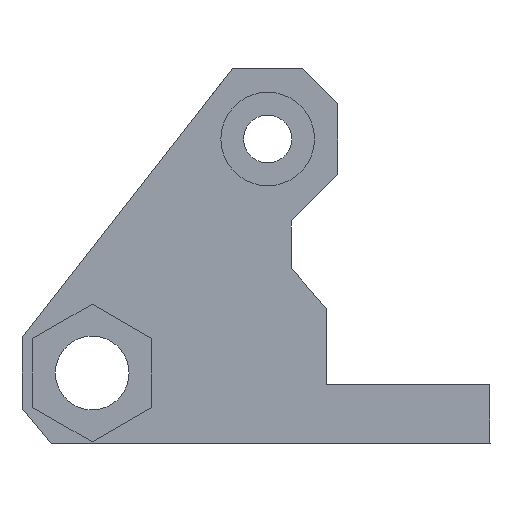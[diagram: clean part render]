
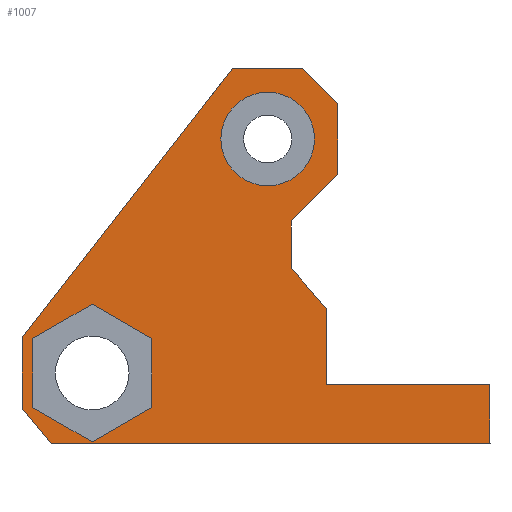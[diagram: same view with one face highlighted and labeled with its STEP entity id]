
A CAD part, front view. The second image highlights one B-rep face of the part: STEP entity #1007.
In plain terms, the highlighted planar face has unit normal (0, -1, 0).
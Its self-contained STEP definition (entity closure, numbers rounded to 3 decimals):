
#28=LINE('',#1440,#152);
#29=LINE('',#1442,#153);
#30=LINE('',#1444,#154);
#31=LINE('',#1446,#155);
#32=LINE('',#1448,#156);
#33=LINE('',#1450,#157);
#34=LINE('',#1452,#158);
#35=LINE('',#1454,#159);
#36=LINE('',#1456,#160);
#37=LINE('',#1458,#161);
#38=LINE('',#1460,#162);
#39=LINE('',#1462,#163);
#40=LINE('',#1463,#164);
#41=LINE('',#1468,#165);
#42=LINE('',#1470,#166);
#43=LINE('',#1472,#167);
#44=LINE('',#1474,#168);
#45=LINE('',#1476,#169);
#46=LINE('',#1477,#170);
#152=VECTOR('',#1164,27.);
#153=VECTOR('',#1165,5.);
#154=VECTOR('',#1166,14.);
#155=VECTOR('',#1167,6.5);
#156=VECTOR('',#1168,4.61);
#157=VECTOR('',#1169,4.);
#158=VECTOR('',#1170,5.657);
#159=VECTOR('',#1171,6.);
#160=VECTOR('',#1172,4.243);
#161=VECTOR('',#1173,6.);
#162=VECTOR('',#1174,3.809);
#163=VECTOR('',#1175,6.);
#164=VECTOR('',#1176,3.905);
#165=VECTOR('',#1179,10.);
#166=VECTOR('',#1180,10.);
#167=VECTOR('',#1181,10.);
#168=VECTOR('',#1182,10.);
#169=VECTOR('',#1183,10.);
#170=VECTOR('',#1184,10.);
#277=FACE_BOUND('',#352,.T.);
#278=FACE_BOUND('',#353,.T.);
#294=FACE_OUTER_BOUND('',#351,.T.);
#351=EDGE_LOOP('',(#677,#678,#679,#680,#681,#682,#683,#684,#685,#686,#687,
#688,#689));
#352=EDGE_LOOP('',(#690));
#353=EDGE_LOOP('',(#691,#692,#693,#694,#695,#696));
#424=CIRCLE('',#1081,4.);
#442=VERTEX_POINT('',#1438);
#443=VERTEX_POINT('',#1439);
#444=VERTEX_POINT('',#1441);
#445=VERTEX_POINT('',#1443);
#446=VERTEX_POINT('',#1445);
#447=VERTEX_POINT('',#1447);
#448=VERTEX_POINT('',#1449);
#449=VERTEX_POINT('',#1451);
#450=VERTEX_POINT('',#1453);
#451=VERTEX_POINT('',#1455);
#452=VERTEX_POINT('',#1457);
#453=VERTEX_POINT('',#1459);
#454=VERTEX_POINT('',#1461);
#455=VERTEX_POINT('',#1464);
#456=VERTEX_POINT('',#1466);
#457=VERTEX_POINT('',#1467);
#458=VERTEX_POINT('',#1469);
#459=VERTEX_POINT('',#1471);
#460=VERTEX_POINT('',#1473);
#461=VERTEX_POINT('',#1475);
#535=EDGE_CURVE('',#442,#443,#28,.T.);
#536=EDGE_CURVE('',#443,#444,#29,.T.);
#537=EDGE_CURVE('',#444,#445,#30,.T.);
#538=EDGE_CURVE('',#445,#446,#31,.T.);
#539=EDGE_CURVE('',#446,#447,#32,.T.);
#540=EDGE_CURVE('',#447,#448,#33,.T.);
#541=EDGE_CURVE('',#448,#449,#34,.T.);
#542=EDGE_CURVE('',#449,#450,#35,.T.);
#543=EDGE_CURVE('',#450,#451,#36,.T.);
#544=EDGE_CURVE('',#451,#452,#37,.T.);
#545=EDGE_CURVE('',#452,#453,#38,.T.);
#546=EDGE_CURVE('',#453,#454,#39,.T.);
#547=EDGE_CURVE('',#454,#442,#40,.T.);
#548=EDGE_CURVE('',#455,#455,#424,.T.);
#549=EDGE_CURVE('',#456,#457,#41,.T.);
#550=EDGE_CURVE('',#457,#458,#42,.T.);
#551=EDGE_CURVE('',#458,#459,#43,.T.);
#552=EDGE_CURVE('',#459,#460,#44,.T.);
#553=EDGE_CURVE('',#460,#461,#45,.T.);
#554=EDGE_CURVE('',#461,#456,#46,.T.);
#677=ORIENTED_EDGE('',*,*,#535,.T.);
#678=ORIENTED_EDGE('',*,*,#536,.T.);
#679=ORIENTED_EDGE('',*,*,#537,.T.);
#680=ORIENTED_EDGE('',*,*,#538,.T.);
#681=ORIENTED_EDGE('',*,*,#539,.T.);
#682=ORIENTED_EDGE('',*,*,#540,.T.);
#683=ORIENTED_EDGE('',*,*,#541,.T.);
#684=ORIENTED_EDGE('',*,*,#542,.T.);
#685=ORIENTED_EDGE('',*,*,#543,.T.);
#686=ORIENTED_EDGE('',*,*,#544,.T.);
#687=ORIENTED_EDGE('',*,*,#545,.T.);
#688=ORIENTED_EDGE('',*,*,#546,.T.);
#689=ORIENTED_EDGE('',*,*,#547,.T.);
#690=ORIENTED_EDGE('',*,*,#548,.F.);
#691=ORIENTED_EDGE('',*,*,#549,.T.);
#692=ORIENTED_EDGE('',*,*,#550,.T.);
#693=ORIENTED_EDGE('',*,*,#551,.T.);
#694=ORIENTED_EDGE('',*,*,#552,.T.);
#695=ORIENTED_EDGE('',*,*,#553,.T.);
#696=ORIENTED_EDGE('',*,*,#554,.T.);
#960=PLANE('',#1080);
#1007=ADVANCED_FACE('',(#294,#277,#278),#960,.F.);
#1080=AXIS2_PLACEMENT_3D('',#1437,#1162,#1163);
#1081=AXIS2_PLACEMENT_3D('',#1465,#1177,#1178);
#1162=DIRECTION('center_axis',(0.,1.,0.));
#1163=DIRECTION('ref_axis',(0.,0.,1.));
#1164=DIRECTION('',(1.,0.,0.));
#1165=DIRECTION('',(0.,0.,1.));
#1166=DIRECTION('',(-1.,0.,0.));
#1167=DIRECTION('',(0.,0.,1.));
#1168=DIRECTION('',(-0.651,0.,0.759));
#1169=DIRECTION('',(0.,0.,1.));
#1170=DIRECTION('',(0.707,0.,0.707));
#1171=DIRECTION('',(0.,0.,1.));
#1172=DIRECTION('',(-0.707,0.,0.707));
#1173=DIRECTION('',(-1.,0.,0.));
#1174=DIRECTION('',(-0.616,0.,-0.788));
#1175=DIRECTION('',(0.,0.,-1.));
#1176=DIRECTION('',(0.64,0.,-0.768));
#1177=DIRECTION('center_axis',(0.,-1.,0.));
#1178=DIRECTION('ref_axis',(1.,0.,0.));
#1179=DIRECTION('',(0.,0.,1.));
#1180=DIRECTION('',(0.866,0.,0.5));
#1181=DIRECTION('',(0.866,0.,-0.5));
#1182=DIRECTION('',(0.,0.,-1.));
#1183=DIRECTION('',(-0.866,0.,-0.5));
#1184=DIRECTION('',(-0.866,0.,0.5));
#1437=CARTESIAN_POINT('Origin',(0.,-22.5,
5.));
#1438=CARTESIAN_POINT('',(-30.5,-22.5,0.));
#1439=CARTESIAN_POINT('',(7.,-22.5,0.));
#1440=CARTESIAN_POINT('',(-20.,-22.5,0.));
#1441=CARTESIAN_POINT('',(7.,-22.5,5.));
#1442=CARTESIAN_POINT('',(7.,-22.5,5.));
#1443=CARTESIAN_POINT('',(-7.,-22.5,5.));
#1444=CARTESIAN_POINT('',(-7.,-22.5,5.));
#1445=CARTESIAN_POINT('',(-7.,-22.5,11.5));
#1446=CARTESIAN_POINT('',(-7.,-22.5,11.5));
#1447=CARTESIAN_POINT('',(-10.,-22.5,15.));
#1448=CARTESIAN_POINT('',(-10.,-22.5,15.));
#1449=CARTESIAN_POINT('',(-10.,-22.5,19.));
#1450=CARTESIAN_POINT('',(-10.,-22.5,19.));
#1451=CARTESIAN_POINT('',(-6.,-22.5,23.));
#1452=CARTESIAN_POINT('',(-6.,-22.5,23.));
#1453=CARTESIAN_POINT('',(-6.,-22.5,29.));
#1454=CARTESIAN_POINT('',(-6.,-22.5,29.));
#1455=CARTESIAN_POINT('',(-9.,-22.5,32.));
#1456=CARTESIAN_POINT('',(-9.,-22.5,32.));
#1457=CARTESIAN_POINT('',(-15.,-22.5,32.));
#1458=CARTESIAN_POINT('',(-15.,-22.5,32.));
#1459=CARTESIAN_POINT('',(-33.,-22.5,9.));
#1460=CARTESIAN_POINT('',(-33.,-22.5,9.));
#1461=CARTESIAN_POINT('',(-33.,-22.5,3.));
#1462=CARTESIAN_POINT('',(-33.,-22.5,3.));
#1463=CARTESIAN_POINT('',(-33.,-22.5,3.));
#1464=CARTESIAN_POINT('',(-16.,-22.5,26.));
#1465=CARTESIAN_POINT('Origin',(-12.,-22.5,26.));
#1466=CARTESIAN_POINT('',(-32.1,-22.5,3.055));
#1467=CARTESIAN_POINT('',(-32.1,-22.5,8.944));
#1468=CARTESIAN_POINT('',(-32.1,-22.5,4.028));
#1469=CARTESIAN_POINT('',(-27.,-22.5,11.889));
#1470=CARTESIAN_POINT('',(-20.916,-22.5,15.401));
#1471=CARTESIAN_POINT('',(-21.9,-22.5,8.944));
#1472=CARTESIAN_POINT('',(-15.383,-22.5,5.182));
#1473=CARTESIAN_POINT('',(-21.9,-22.5,3.055));
#1474=CARTESIAN_POINT('',(-21.9,-22.5,6.972));
#1475=CARTESIAN_POINT('',(-27.,-22.5,0.111));
#1476=CARTESIAN_POINT('',(-13.266,-22.5,8.04));
#1477=CARTESIAN_POINT('',(-17.933,-22.5,-5.124));
